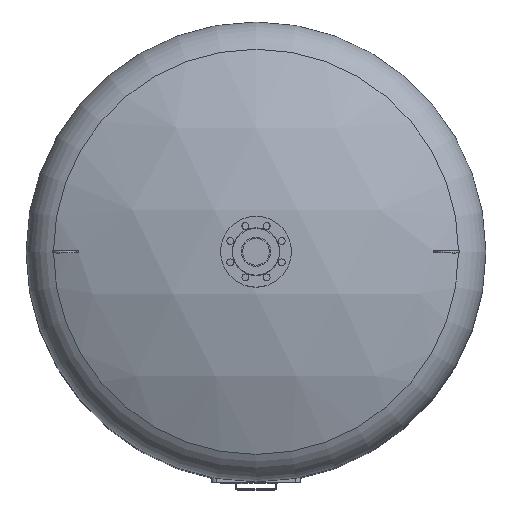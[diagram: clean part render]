
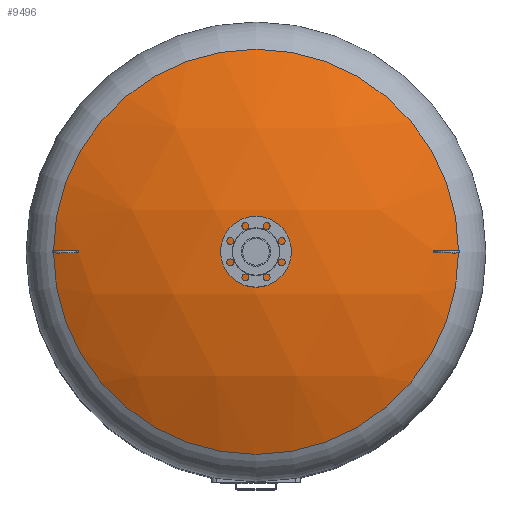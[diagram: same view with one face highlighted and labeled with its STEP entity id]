
A CAD part, top view. The second image highlights one B-rep face of the part: STEP entity #9496.
In plain terms, the highlighted spherical face has radius 1207 mm.
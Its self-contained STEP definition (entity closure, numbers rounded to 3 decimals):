
#144=SPHERICAL_SURFACE($,#10159,1207.);
#1990=FACE_BOUND($,#2932,.T.);
#1991=FACE_BOUND($,#2933,.T.);
#2317=FACE_OUTER_BOUND($,#2931,.T.);
#2931=EDGE_LOOP($,(#6451));
#2932=EDGE_LOOP($,(#6452,#6453,#6454,#6455));
#2933=EDGE_LOOP($,(#6456,#6457,#6458,#6459));
#3647=CIRCLE($,#10132,1206.996);
#3650=CIRCLE($,#10136,1197.757);
#3652=CIRCLE($,#10140,1188.221);
#3653=CIRCLE($,#10142,1206.996);
#3655=CIRCLE($,#10146,1206.996);
#3658=CIRCLE($,#10150,1197.757);
#3660=CIRCLE($,#10154,1188.221);
#3662=CIRCLE($,#10158,1206.996);
#3663=CIRCLE($,#10160,528.621);
#4045=VERTEX_POINT($,#13957);
#4046=VERTEX_POINT($,#13958);
#4050=VERTEX_POINT($,#13968);
#4053=VERTEX_POINT($,#13977);
#4055=VERTEX_POINT($,#13987);
#4056=VERTEX_POINT($,#13988);
#4060=VERTEX_POINT($,#13998);
#4063=VERTEX_POINT($,#14007);
#4065=VERTEX_POINT($,#14017);
#5003=EDGE_CURVE($,#4045,#4046,#3647,.T.);
#5008=EDGE_CURVE($,#4050,#4045,#3650,.T.);
#5012=EDGE_CURVE($,#4046,#4053,#3652,.T.);
#5015=EDGE_CURVE($,#4053,#4050,#3653,.T.);
#5017=EDGE_CURVE($,#4055,#4056,#3655,.T.);
#5022=EDGE_CURVE($,#4060,#4055,#3658,.T.);
#5026=EDGE_CURVE($,#4056,#4063,#3660,.T.);
#5030=EDGE_CURVE($,#4063,#4060,#3662,.T.);
#5031=EDGE_CURVE($,#4065,#4065,#3663,.T.);
#6451=ORIENTED_EDGE($,*,*,#5031,.F.);
#6452=ORIENTED_EDGE($,*,*,#5008,.T.);
#6453=ORIENTED_EDGE($,*,*,#5003,.T.);
#6454=ORIENTED_EDGE($,*,*,#5012,.T.);
#6455=ORIENTED_EDGE($,*,*,#5015,.T.);
#6456=ORIENTED_EDGE($,*,*,#5022,.T.);
#6457=ORIENTED_EDGE($,*,*,#5017,.T.);
#6458=ORIENTED_EDGE($,*,*,#5026,.T.);
#6459=ORIENTED_EDGE($,*,*,#5030,.T.);
#9496=ADVANCED_FACE($,(#2317,#1990,#1991),#144,.T.);
#10132=AXIS2_PLACEMENT_3D($,#13959,#11153,#11154);
#10136=AXIS2_PLACEMENT_3D($,#13969,#11163,#11164);
#10140=AXIS2_PLACEMENT_3D($,#13978,#11173,#11174);
#10142=AXIS2_PLACEMENT_3D($,#13983,#11179,#11180);
#10146=AXIS2_PLACEMENT_3D($,#13989,#11187,#11188);
#10150=AXIS2_PLACEMENT_3D($,#13999,#11197,#11198);
#10154=AXIS2_PLACEMENT_3D($,#14008,#11207,#11208);
#10158=AXIS2_PLACEMENT_3D($,#14015,#11217,#11218);
#10159=AXIS2_PLACEMENT_3D($,#14016,#11219,#11220);
#10160=AXIS2_PLACEMENT_3D($,#14018,#11221,#11222);
#11153=DIRECTION('center_axis',(0.,-1.,0.));
#11154=DIRECTION('ref_axis',(0.,0.,1.));
#11163=DIRECTION('center_axis',(0.964,0.,
0.267));
#11164=DIRECTION('ref_axis',(-0.267,0.,0.964));
#11173=DIRECTION('center_axis',(-0.964,0.,
-0.267));
#11174=DIRECTION('ref_axis',(0.267,0.,-0.964));
#11179=DIRECTION('center_axis',(0.,1.,0.));
#11180=DIRECTION('ref_axis',(0.,0.,-1.));
#11187=DIRECTION('center_axis',(0.,1.,0.));
#11188=DIRECTION('ref_axis',(0.,0.,-1.));
#11197=DIRECTION('center_axis',(-0.964,0.,
0.267));
#11198=DIRECTION('ref_axis',(-0.267,0.,-0.964));
#11207=DIRECTION('center_axis',(0.964,0.,
-0.267));
#11208=DIRECTION('ref_axis',(0.267,0.,0.964));
#11217=DIRECTION('center_axis',(0.,-1.,0.));
#11218=DIRECTION('ref_axis',(0.,0.,1.));
#11219=DIRECTION('center_axis',(0.,-1.,0.));
#11220=DIRECTION('ref_axis',(-1.,0.,0.));
#11221=DIRECTION('center_axis',(0.,0.,
-1.));
#11222=DIRECTION('ref_axis',(1.,0.,0.));
#13957=CARTESIAN_POINT('',(-463.452,-3.,2334.474));
#13958=CARTESIAN_POINT('',(-521.619,-3.,2308.464));
#13959=CARTESIAN_POINT('Origin',(0.,-3.,
1220.));
#13968=CARTESIAN_POINT('',(-463.452,3.,2334.474));
#13969=CARTESIAN_POINT('Origin',(-143.674,0.,
1180.197));
#13977=CARTESIAN_POINT('',(-521.619,3.,2308.464));
#13978=CARTESIAN_POINT('Origin',(-204.387,0.,
1163.377));
#13983=CARTESIAN_POINT('Origin',(0.,3.,
1220.));
#13987=CARTESIAN_POINT('',(463.452,3.,2334.474));
#13988=CARTESIAN_POINT('',(521.619,3.,2308.464));
#13989=CARTESIAN_POINT('Origin',(0.,3.,
1220.));
#13998=CARTESIAN_POINT('',(463.452,-3.,2334.474));
#13999=CARTESIAN_POINT('Origin',(143.674,0.,
1180.197));
#14007=CARTESIAN_POINT('',(521.619,-3.,2308.464));
#14008=CARTESIAN_POINT('Origin',(204.387,0.,1163.377));
#14015=CARTESIAN_POINT('Origin',(0.,-3.,
1220.));
#14016=CARTESIAN_POINT('Origin',(0.,0.,
1220.));
#14017=CARTESIAN_POINT('',(528.621,0.,2305.085));
#14018=CARTESIAN_POINT('Origin',(0.,0.,
2305.085));
